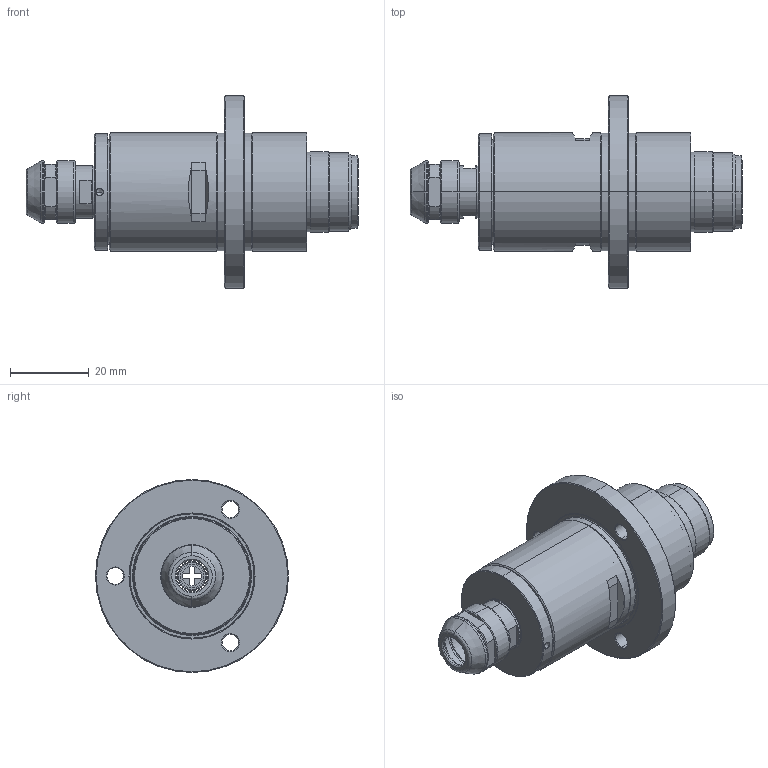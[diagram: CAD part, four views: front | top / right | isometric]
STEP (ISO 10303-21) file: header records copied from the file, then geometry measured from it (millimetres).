
FILE_DESCRIPTION (( 'STEP AP203' ), '1' );
FILE_NAME ('KA0750-0104---(サヤ).STEP', '2021-02-19T05:50:28', ( '' ), ( '' ), 'SwSTEP 2.0', 'SolidWorks 2017', '' );
FILE_SCHEMA (( 'CONFIG_CONTROL_DESIGN' ));
Length unit declared in the file: millimetre
Products named in the file (1): KA0750-0104---(サヤ)
Bounding box: 84.27 x 49 x 49 mm (x, y, z)
Volume: 15333.6 mm3; surface area: 20008.7 mm2
Topology: 8 solids, 8 shells, 338 faces, 772 edges, 465 vertices
Faces by surface type: plane 119, cylinder 104, cone 97, bspline 18
Entity records: 10250 total; most frequent: CARTESIAN_POINT 2462, DIRECTION 1739, ORIENTED_EDGE 1536, EDGE_CURVE 768, AXIS2_PLACEMENT_3D 710, VERTEX_POINT 465, CIRCLE 389, EDGE_LOOP 379
